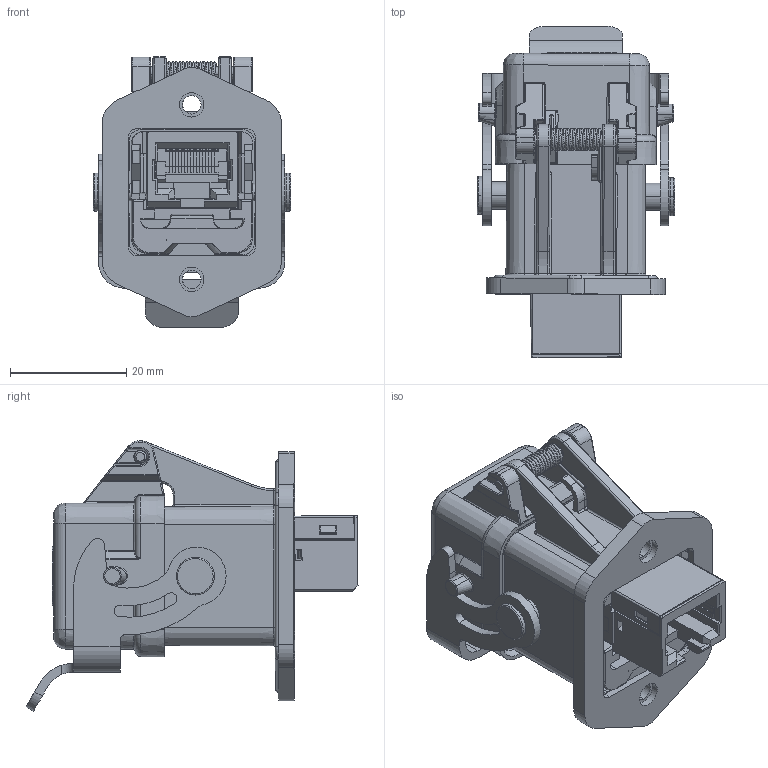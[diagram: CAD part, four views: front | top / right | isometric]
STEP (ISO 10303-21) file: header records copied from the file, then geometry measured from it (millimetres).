
FILE_DESCRIPTION((''),'2;1');
FILE_NAME('1210000990503_01-H3A-_SW0001','2024-04-01T',('13001'),(''),'PRO/ENGINEER BY PARAMETRIC TECHNOLOGY CORPORATION, 2012480','PRO/ENGINEER BY PARAMETRIC TECHNOLOGY CORPORATION, 2012480','');
FILE_SCHEMA(('CONFIG_CONTROL_DESIGN'));
Products named in the file (1): 1210000990503_01-H3A-_SW0001
Bounding box: 33.91 x 57.02 x 46.46 mm (x, y, z)
Volume: 17076.3 mm3; surface area: 25661.6 mm2
Topology: 2 solids, 2 shells, 1986 faces, 5573 edges, 3509 vertices
Faces by surface type: plane 1160, cylinder 550, torus 135, cone 51, bspline 45, sphere 40, extrusion 5
Entity records: 548046 total; most frequent: CARTESIAN_POINT 497208, ORIENTED_EDGE 11044, DIRECTION 10115, EDGE_CURVE 5522, VECTOR 3775, LINE 3770, VERTEX_POINT 3509, AXIS2_PLACEMENT_3D 3170
